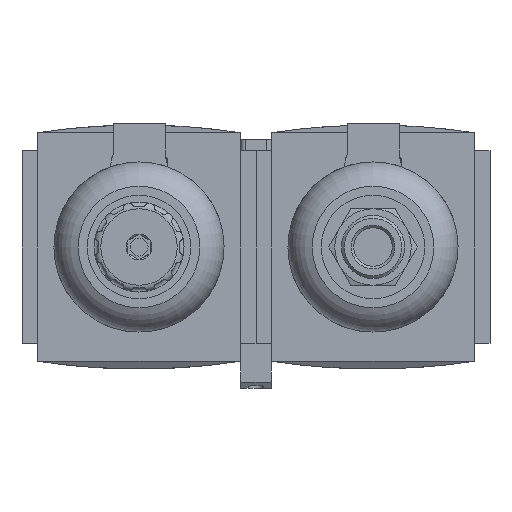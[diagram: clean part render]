
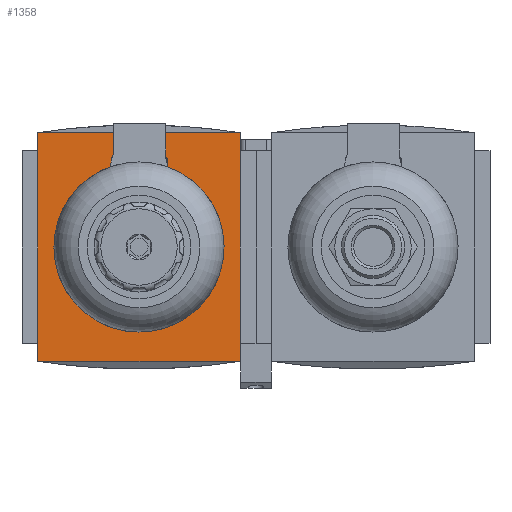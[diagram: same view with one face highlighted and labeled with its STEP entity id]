
A CAD part, front view. The second image highlights one B-rep face of the part: STEP entity #1358.
In plain terms, the highlighted planar face has unit normal (0, -1, 0).
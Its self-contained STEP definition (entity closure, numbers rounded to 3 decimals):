
#1358 = ADVANCED_FACE( '', ( #3587 ), #3588, .F. );
#3587 = FACE_OUTER_BOUND( '', #6911, .T. );
#3588 = PLANE( '', #6912 );
#6911 = EDGE_LOOP( '', ( #10493, #10494, #10495, #10496 ) );
#6912 = AXIS2_PLACEMENT_3D( '', #10497, #10498, #10499 );
#10493 = ORIENTED_EDGE( '', *, *, #19839, .F. );
#10494 = ORIENTED_EDGE( '', *, *, #19840, .T. );
#10495 = ORIENTED_EDGE( '', *, *, #19841, .F. );
#10496 = ORIENTED_EDGE( '', *, *, #19842, .T. );
#10497 = CARTESIAN_POINT( '', ( 0., -31., 122.903 ) );
#10498 = DIRECTION( '', ( 0., 1., 0. ) );
#10499 = DIRECTION( '', ( 0., 0., 1. ) );
#19839 = EDGE_CURVE( '', #23762, #23763, #23764, .T. );
#19840 = EDGE_CURVE( '', #23762, #23765, #23766, .T. );
#19841 = EDGE_CURVE( '', #23767, #23765, #23768, .T. );
#19842 = EDGE_CURVE( '', #23767, #23763, #23769, .T. );
#23762 = VERTEX_POINT( '', #29463 );
#23763 = VERTEX_POINT( '', #29464 );
#23764 = LINE( '', #29465, #29466 );
#23765 = VERTEX_POINT( '', #29467 );
#23766 = LINE( '', #29468, #29469 );
#23767 = VERTEX_POINT( '', #29470 );
#23768 = LINE( '', #29471, #29472 );
#23769 = LINE( '', #29473, #29474 );
#29463 = CARTESIAN_POINT( '', ( -22.5, -31., -25.4 ) );
#29464 = CARTESIAN_POINT( '', ( -22.5, -31., 25.4 ) );
#29465 = CARTESIAN_POINT( '', ( -22.5, -31., -25.4 ) );
#29466 = VECTOR( '', #37520, 1000. );
#29467 = CARTESIAN_POINT( '', ( 22.5, -31., -25.4 ) );
#29468 = CARTESIAN_POINT( '', ( 0., -31., -25.4 ) );
#29469 = VECTOR( '', #37521, 1000. );
#29470 = CARTESIAN_POINT( '', ( 22.5, -31., 25.4 ) );
#29471 = CARTESIAN_POINT( '', ( 22.5, -31., 25.4 ) );
#29472 = VECTOR( '', #37522, 1000. );
#29473 = CARTESIAN_POINT( '', ( 0., -31., 25.4 ) );
#29474 = VECTOR( '', #37523, 1000. );
#37520 = DIRECTION( '', ( 0., 0., 1. ) );
#37521 = DIRECTION( '', ( 1., 0., 0. ) );
#37522 = DIRECTION( '', ( 0., 0., -1. ) );
#37523 = DIRECTION( '', ( -1., 0., 0. ) );
